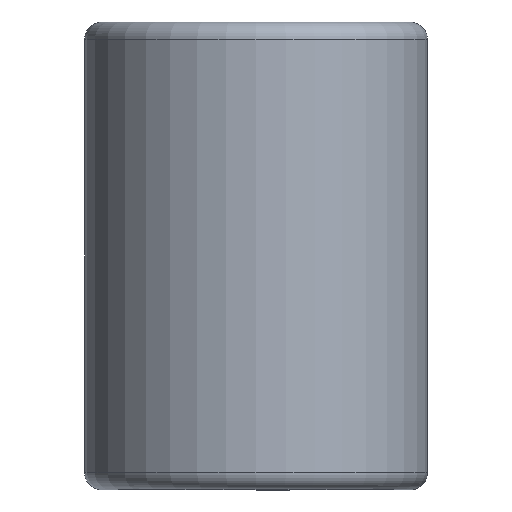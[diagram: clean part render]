
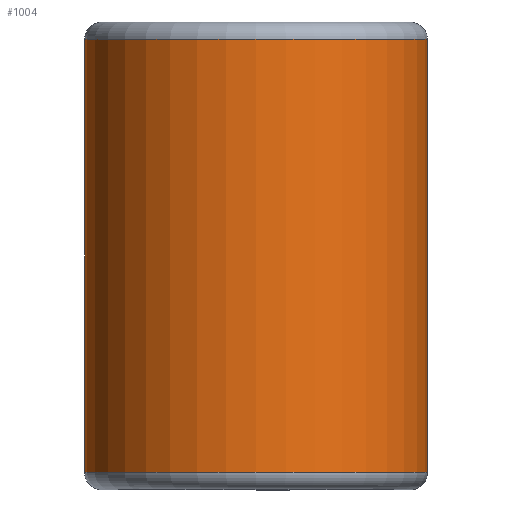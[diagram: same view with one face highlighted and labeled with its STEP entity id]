
A CAD part, top view. The second image highlights one B-rep face of the part: STEP entity #1004.
In plain terms, the highlighted cylindrical face has radius 7.569 mm (diameter 15.138 mm), a partial arc.
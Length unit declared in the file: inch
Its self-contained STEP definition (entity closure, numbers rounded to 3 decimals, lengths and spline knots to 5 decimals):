
#38 = ORIENTED_EDGE ( 'NONE', *, *, #1534, .T. ) ;
#99 = VERTEX_POINT ( 'NONE', #1034 ) ;
#175 = EDGE_CURVE ( 'NONE', #99, #614, #1522, .T. ) ;
#216 = CARTESIAN_POINT ( 'NONE',  ( 0., 0.37625, 0. ) ) ;
#297 = CARTESIAN_POINT ( 'NONE',  ( 0., 0.375, 0. ) ) ;
#303 = DIRECTION ( 'NONE',  ( 0., 0., -1. ) ) ;
#416 = DIRECTION ( 'NONE',  ( 0., 0., -1. ) ) ;
#512 = CARTESIAN_POINT ( 'NONE',  ( 0.298, 0.37625, 0. ) ) ;
#614 = VERTEX_POINT ( 'NONE', #512 ) ;
#674 = DIRECTION ( 'NONE',  ( 0., -1., 0. ) ) ;
#749 = EDGE_CURVE ( 'NONE', #910, #1757, #823, .T. ) ;
#791 = AXIS2_PLACEMENT_3D ( 'NONE', #1971, #904, #2168 ) ;
#823 = LINE ( 'NONE', #2303, #1238 ) ;
#904 = DIRECTION ( 'NONE',  ( 0., -1., 0. ) ) ;
#910 = VERTEX_POINT ( 'NONE', #1498 ) ;
#957 = DIRECTION ( 'NONE',  ( 0., 1., 0. ) ) ;
#1004 = ADVANCED_FACE ( 'NONE', ( #1835 ), #2023, .T. ) ;
#1034 = CARTESIAN_POINT ( 'NONE',  ( 0.298, -0.37625, 0. ) ) ;
#1044 = VECTOR ( 'NONE', #1712, 39.37008 ) ;
#1056 = AXIS2_PLACEMENT_3D ( 'NONE', #216, #1479, #416 ) ;
#1175 = EDGE_LOOP ( 'NONE', ( #1497, #38, #1923, #1868 ) ) ;
#1238 = VECTOR ( 'NONE', #957, 39.37008 ) ;
#1275 = EDGE_CURVE ( 'NONE', #99, #910, #1626, .T. ) ;
#1427 = CIRCLE ( 'NONE', #1056, 0.298 ) ;
#1446 = CARTESIAN_POINT ( 'NONE',  ( 0., 0.37625, -0.298 ) ) ;
#1472 = AXIS2_PLACEMENT_3D ( 'NONE', #297, #674, #303 ) ;
#1479 = DIRECTION ( 'NONE',  ( 0., -1., 0. ) ) ;
#1497 = ORIENTED_EDGE ( 'NONE', *, *, #175, .T. ) ;
#1498 = CARTESIAN_POINT ( 'NONE',  ( 0., -0.37625, -0.298 ) ) ;
#1522 = LINE ( 'NONE', #1699, #1044 ) ;
#1534 = EDGE_CURVE ( 'NONE', #614, #1757, #1427, .T. ) ;
#1626 = CIRCLE ( 'NONE', #791, 0.298 ) ;
#1699 = CARTESIAN_POINT ( 'NONE',  ( 0.298, 0.37625, 0. ) ) ;
#1712 = DIRECTION ( 'NONE',  ( 0., 1., 0. ) ) ;
#1757 = VERTEX_POINT ( 'NONE', #1446 ) ;
#1835 = FACE_OUTER_BOUND ( 'NONE', #1175, .T. ) ;
#1868 = ORIENTED_EDGE ( 'NONE', *, *, #1275, .F. ) ;
#1923 = ORIENTED_EDGE ( 'NONE', *, *, #749, .F. ) ;
#1971 = CARTESIAN_POINT ( 'NONE',  ( 0., -0.37625, 0. ) ) ;
#2023 = CYLINDRICAL_SURFACE ( 'NONE', #1472, 0.298 ) ;
#2168 = DIRECTION ( 'NONE',  ( 0., 0., -1. ) ) ;
#2303 = CARTESIAN_POINT ( 'NONE',  ( 0., 0.37625, -0.298 ) ) ;
